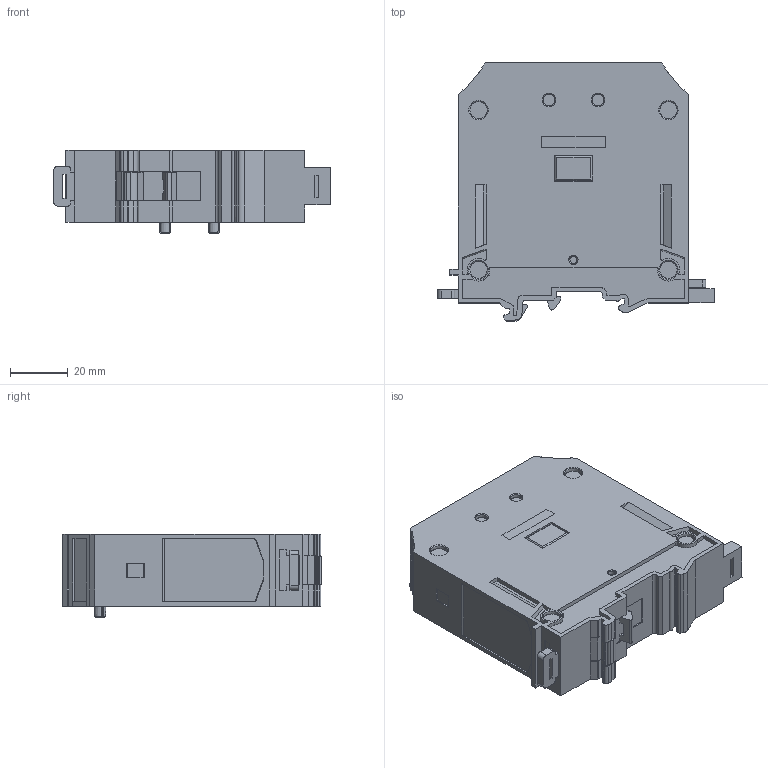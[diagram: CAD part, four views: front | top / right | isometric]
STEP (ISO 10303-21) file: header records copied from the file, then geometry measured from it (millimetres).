
FILE_DESCRIPTION (( 'STEP AP214' ), '1' );
FILE_NAME ('AVK 95.STEP', '2013-11-11T11:41:05', ( 'arge' ), ( 'Microsoft' ), 'SwSTEP 2.0', 'SolidWorks 2013', '' );
FILE_SCHEMA (( 'AUTOMOTIVE_DESIGN' ));
Length unit declared in the file: millimetre
Products named in the file (1): AVK 95
Bounding box: 96.26 x 89.89 x 29 mm (x, y, z)
Volume: 160376.7 mm3; surface area: 25169.3 mm2
Topology: 1 solids, 6 shells, 571 faces, 1518 edges, 1002 vertices
Faces by surface type: plane 380, cylinder 113, cone 78
Entity records: 19731 total; most frequent: CARTESIAN_POINT 6012, ORIENTED_EDGE 3036, DIRECTION 2455, EDGE_CURVE 1518, LINE 1065, VECTOR 1065, VERTEX_POINT 1002, AXIS2_PLACEMENT_3D 695
